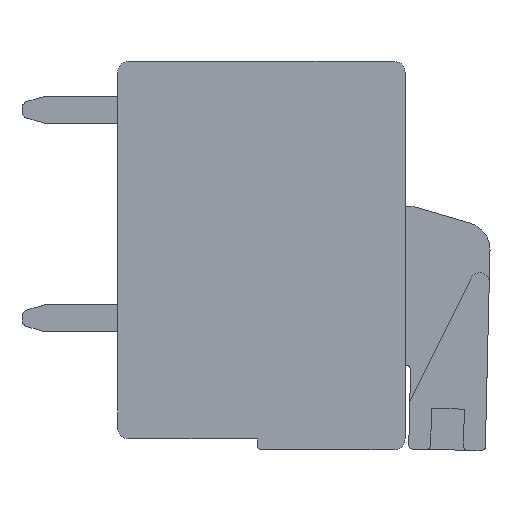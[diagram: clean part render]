
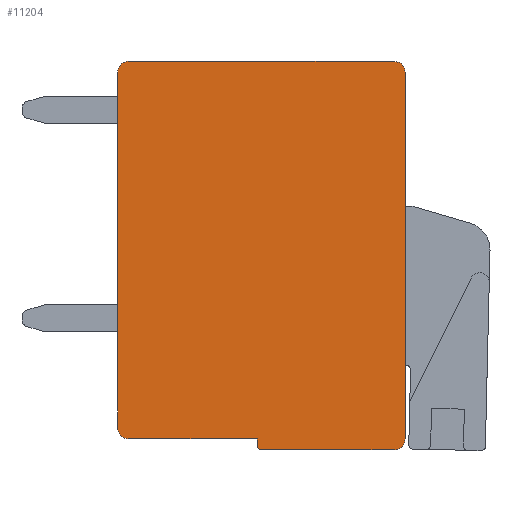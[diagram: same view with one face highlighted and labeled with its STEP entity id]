
A CAD part, front view. The second image highlights one B-rep face of the part: STEP entity #11204.
In plain terms, the highlighted planar face has unit normal (0, -1, 0).
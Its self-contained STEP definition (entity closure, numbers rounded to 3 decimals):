
#1=CARTESIAN_POINT('',(5.25,0.,-14.05));
#2=DIRECTION('',(0.,1.,0.));
#3=DIRECTION('',(0.,0.,-1.));
#4=AXIS2_PLACEMENT_3D('',#1,#2,#3);
#6=DIRECTION('',(0.,0.,1.));
#7=VECTOR('',#6,0.25);
#8=CARTESIAN_POINT('',(5.1,0.,-14.05));
#9=LINE('',#8,#7);
#10=DIRECTION('',(-1.,0.,0.));
#11=VECTOR('',#10,4.7);
#12=CARTESIAN_POINT('',(5.1,0.,-13.8));
#13=LINE('',#12,#11);
#14=CARTESIAN_POINT('',(0.4,0.,-13.4));
#15=DIRECTION('',(0.,1.,0.));
#16=DIRECTION('',(0.,0.,-1.));
#17=AXIS2_PLACEMENT_3D('',#14,#15,#16);
#19=DIRECTION('',(0.,0.,1.));
#20=VECTOR('',#19,13.);
#21=CARTESIAN_POINT('',(0.,0.,-13.4));
#22=LINE('',#21,#20);
#23=CARTESIAN_POINT('',(0.4,0.,-0.4));
#24=DIRECTION('',(0.,1.,0.));
#25=DIRECTION('',(-1.,0.,0.));
#26=AXIS2_PLACEMENT_3D('',#23,#24,#25);
#28=DIRECTION('',(1.,0.,0.));
#29=VECTOR('',#28,9.7);
#30=CARTESIAN_POINT('',(0.4,0.,0.));
#31=LINE('',#30,#29);
#32=CARTESIAN_POINT('',(10.1,0.,-0.4));
#33=DIRECTION('',(0.,1.,0.));
#34=DIRECTION('',(0.,0.,1.));
#35=AXIS2_PLACEMENT_3D('',#32,#33,#34);
#37=DIRECTION('',(0.,0.,-1.));
#38=VECTOR('',#37,13.4);
#39=CARTESIAN_POINT('',(10.5,0.,-0.4));
#40=LINE('',#39,#38);
#41=CARTESIAN_POINT('',(10.1,0.,-13.8));
#42=DIRECTION('',(0.,1.,0.));
#43=DIRECTION('',(1.,0.,0.));
#44=AXIS2_PLACEMENT_3D('',#41,#42,#43);
#46=DIRECTION('',(-1.,0.,0.));
#47=VECTOR('',#46,4.85);
#48=CARTESIAN_POINT('',(10.1,0.,-14.2));
#49=LINE('',#48,#47);
#8523=CARTESIAN_POINT('',(5.25,0.,-14.2));
#8524=CARTESIAN_POINT('',(5.1,0.,-14.05));
#8525=VERTEX_POINT('',#8523);
#8526=VERTEX_POINT('',#8524);
#8527=CARTESIAN_POINT('',(5.1,0.,-13.8));
#8528=VERTEX_POINT('',#8527);
#8529=CARTESIAN_POINT('',(0.4,0.,-13.8));
#8530=VERTEX_POINT('',#8529);
#8531=CARTESIAN_POINT('',(0.,0.,-13.4));
#8532=VERTEX_POINT('',#8531);
#8533=CARTESIAN_POINT('',(0.,0.,-0.4));
#8534=VERTEX_POINT('',#8533);
#8535=CARTESIAN_POINT('',(0.4,0.,0.));
#8536=VERTEX_POINT('',#8535);
#8537=CARTESIAN_POINT('',(10.1,0.,0.));
#8538=VERTEX_POINT('',#8537);
#8539=CARTESIAN_POINT('',(10.5,0.,-0.4));
#8540=VERTEX_POINT('',#8539);
#8541=CARTESIAN_POINT('',(10.5,0.,-13.8));
#8542=VERTEX_POINT('',#8541);
#8543=CARTESIAN_POINT('',(10.1,0.,-14.2));
#8544=VERTEX_POINT('',#8543);
#11175=CARTESIAN_POINT('',(0.,0.,0.));
#11176=DIRECTION('',(0.,1.,0.));
#11177=DIRECTION('',(1.,0.,0.));
#11178=AXIS2_PLACEMENT_3D('',#11175,#11176,#11177);
#11179=PLANE('',#11178);
#11181=ORIENTED_EDGE('',*,*,#11180,.T.);
#11183=ORIENTED_EDGE('',*,*,#11182,.T.);
#11185=ORIENTED_EDGE('',*,*,#11184,.T.);
#11187=ORIENTED_EDGE('',*,*,#11186,.T.);
#11189=ORIENTED_EDGE('',*,*,#11188,.T.);
#11191=ORIENTED_EDGE('',*,*,#11190,.T.);
#11193=ORIENTED_EDGE('',*,*,#11192,.T.);
#11195=ORIENTED_EDGE('',*,*,#11194,.T.);
#11197=ORIENTED_EDGE('',*,*,#11196,.T.);
#11199=ORIENTED_EDGE('',*,*,#11198,.T.);
#11201=ORIENTED_EDGE('',*,*,#11200,.T.);
#11202=EDGE_LOOP('',(#11181,#11183,#11185,#11187,#11189,#11191,#11193,#11195,
#11197,#11199,#11201));
#11203=FACE_OUTER_BOUND('',#11202,.F.);
#5=CIRCLE('',#4,0.15);
#18=CIRCLE('',#17,0.4);
#27=CIRCLE('',#26,0.4);
#36=CIRCLE('',#35,0.4);
#45=CIRCLE('',#44,0.4);
#11180=EDGE_CURVE('',#8525,#8526,#5,.T.);
#11182=EDGE_CURVE('',#8526,#8528,#9,.T.);
#11184=EDGE_CURVE('',#8528,#8530,#13,.T.);
#11186=EDGE_CURVE('',#8530,#8532,#18,.T.);
#11188=EDGE_CURVE('',#8532,#8534,#22,.T.);
#11190=EDGE_CURVE('',#8534,#8536,#27,.T.);
#11192=EDGE_CURVE('',#8536,#8538,#31,.T.);
#11194=EDGE_CURVE('',#8538,#8540,#36,.T.);
#11196=EDGE_CURVE('',#8540,#8542,#40,.T.);
#11198=EDGE_CURVE('',#8542,#8544,#45,.T.);
#11200=EDGE_CURVE('',#8544,#8525,#49,.T.);
#11204=ADVANCED_FACE('',(#11203),#11179,.F.);
